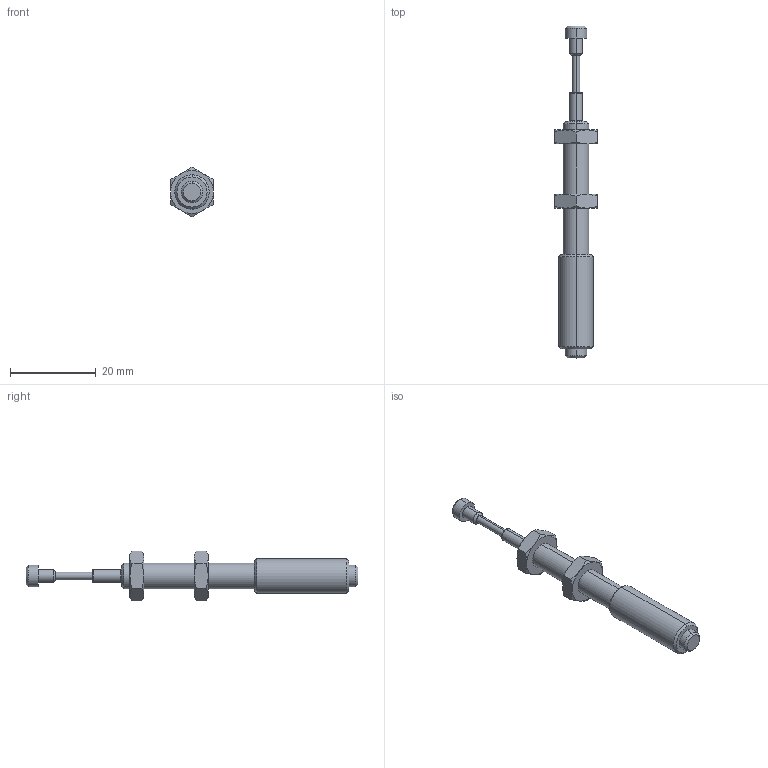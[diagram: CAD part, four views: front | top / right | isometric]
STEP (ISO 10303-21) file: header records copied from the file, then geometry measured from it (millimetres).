
FILE_DESCRIPTION (( 'STEP AP214' ), '1' );
FILE_NAME ('45692~0.STEP', '2018-07-19T06:46:31', ( '' ), ( '' ), 'SwSTEP 2.0', 'SolidWorks 2018', '' );
FILE_SCHEMA (( 'AUTOMOTIVE_DESIGN' ));
Length unit declared in the file: millimetre
Products named in the file (1): 45692~0
Bounding box: 10 x 77.31 x 11.55 mm (x, y, z)
Volume: 2532.4 mm3; surface area: 1782.3 mm2
Topology: 1 solids, 1 shells, 83 faces, 172 edges, 102 vertices
Faces by surface type: cone 36, plane 25, cylinder 20, torus 2
Entity records: 2833 total; most frequent: CARTESIAN_POINT 598, DIRECTION 372, ORIENTED_EDGE 344, EDGE_CURVE 172, AXIS2_PLACEMENT_3D 164, VERTEX_POINT 102, EDGE_LOOP 94, FACE_OUTER_BOUND 83
